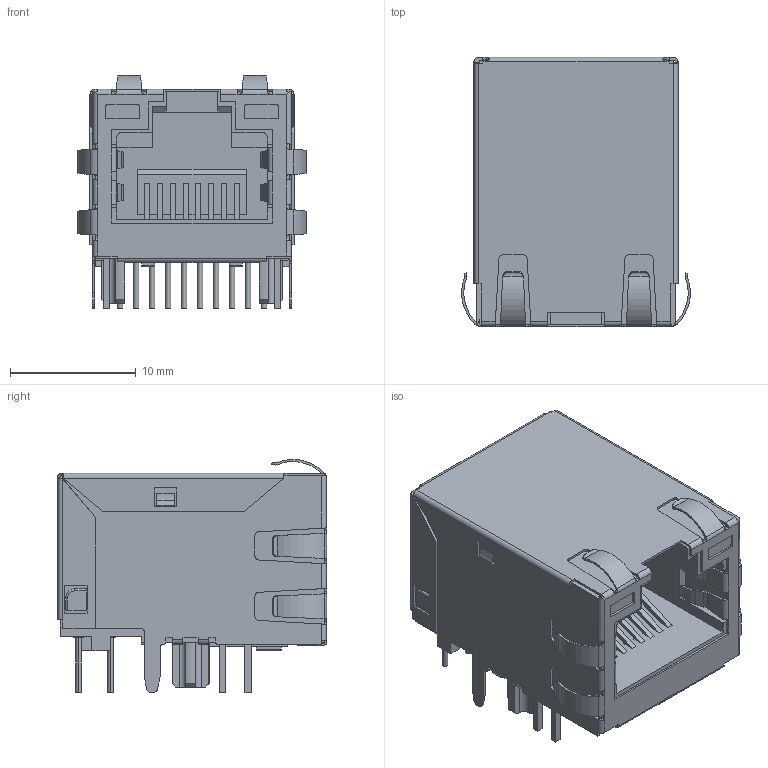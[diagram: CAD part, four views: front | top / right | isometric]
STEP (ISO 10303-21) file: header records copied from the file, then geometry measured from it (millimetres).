
FILE_DESCRIPTION(('FreeCAD Model'),'2;1');
FILE_NAME('_36273601_cp.step', '2019-07-08T14:42:38',('kicad StepUp'),('ksu MCAD'), 'Open CASCADE STEP processor 7.3','FreeCAD','Unknown');
FILE_SCHEMA(('AUTOMOTIVE_DESIGN { 1 0 10303 214 1 1 1 1 }'));
Length unit declared in the file: millimetre
Products named in the file (1): _36273601_cp
Bounding box: 18.15 x 21.37 x 18.5 mm (x, y, z)
Volume: 3471.1 mm3; surface area: 2895.5 mm2
Topology: 1 solids, 1 shells, 733 faces, 2197 edges, 1494 vertices
Faces by surface type: plane 458, cylinder 249, bspline 16, cone 8, torus 2
Entity records: 31090 total; most frequent: CARTESIAN_POINT 6377, ORIENTED_EDGE 4330, DIRECTION 3715, EDGE_CURVE 2165, LINE 1519, VECTOR 1519, VERTEX_POINT 1430, AXIS2_PLACEMENT_3D 1098
